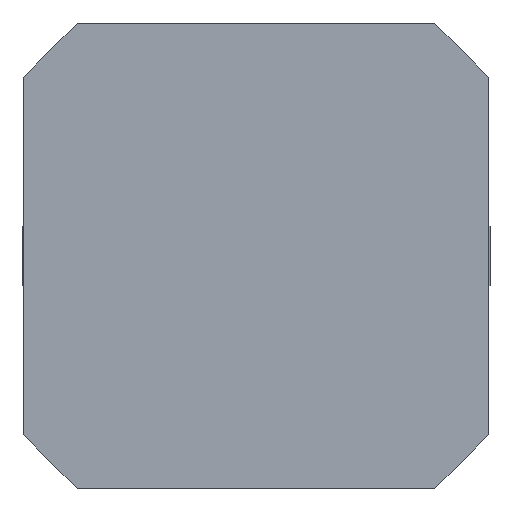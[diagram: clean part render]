
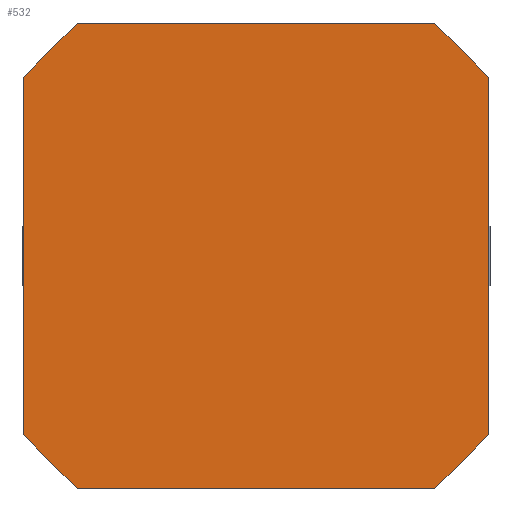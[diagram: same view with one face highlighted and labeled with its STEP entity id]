
A CAD part, front view. The second image highlights one B-rep face of the part: STEP entity #532.
In plain terms, the highlighted planar face has unit normal (0, -1, 0).
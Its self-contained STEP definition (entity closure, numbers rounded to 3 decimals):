
#102 = DIRECTION ( 'NONE',  ( 0., 0., -1. ) ) ;
#130 = VECTOR ( 'NONE', #145, 1000. ) ;
#145 = DIRECTION ( 'NONE',  ( -1., 0., 0. ) ) ;
#146 = VERTEX_POINT ( 'NONE', #1984 ) ;
#262 = ORIENTED_EDGE ( 'NONE', *, *, #545, .T. ) ;
#366 = VERTEX_POINT ( 'NONE', #793 ) ;
#449 = ORIENTED_EDGE ( 'NONE', *, *, #931, .T. ) ;
#476 = ORIENTED_EDGE ( 'NONE', *, *, #1383, .T. ) ;
#494 = DIRECTION ( 'NONE',  ( 0.707, 0., -0.707 ) ) ;
#496 = EDGE_LOOP ( 'NONE', ( #449, #476, #1196, #2055, #262, #541, #1501, #847 ) ) ;
#519 = VERTEX_POINT ( 'NONE', #1142 ) ;
#532 = ADVANCED_FACE ( 'NONE', ( #918 ), #1777, .T. ) ;
#541 = ORIENTED_EDGE ( 'NONE', *, *, #602, .T. ) ;
#545 = EDGE_CURVE ( 'NONE', #1160, #1024, #1105, .T. ) ;
#558 = LINE ( 'NONE', #1896, #1578 ) ;
#602 = EDGE_CURVE ( 'NONE', #1024, #726, #1841, .T. ) ;
#648 = VECTOR ( 'NONE', #494, 1000. ) ;
#655 = CARTESIAN_POINT ( 'NONE',  ( 13.562, 0., -17.65 ) ) ;
#705 = CARTESIAN_POINT ( 'NONE',  ( -17.65, 0., 13.562 ) ) ;
#726 = VERTEX_POINT ( 'NONE', #705 ) ;
#793 = CARTESIAN_POINT ( 'NONE',  ( 17.65, 0., 13.562 ) ) ;
#800 = CARTESIAN_POINT ( 'NONE',  ( 17.65, 0., 13.562 ) ) ;
#812 = LINE ( 'NONE', #1813, #648 ) ;
#814 = EDGE_CURVE ( 'NONE', #1204, #146, #812, .T. ) ;
#838 = DIRECTION ( 'NONE',  ( -0.707, 0., -0.707 ) ) ;
#847 = ORIENTED_EDGE ( 'NONE', *, *, #814, .T. ) ;
#858 = VECTOR ( 'NONE', #1470, 1000. ) ;
#869 = EDGE_CURVE ( 'NONE', #519, #366, #1643, .T. ) ;
#918 = FACE_OUTER_BOUND ( 'NONE', #496, .T. ) ;
#931 = EDGE_CURVE ( 'NONE', #146, #2114, #1683, .T. ) ;
#993 = DIRECTION ( 'NONE',  ( 0.707, 0., 0.707 ) ) ;
#1024 = VERTEX_POINT ( 'NONE', #1878 ) ;
#1085 = EDGE_CURVE ( 'NONE', #726, #1204, #558, .T. ) ;
#1105 = LINE ( 'NONE', #1600, #130 ) ;
#1142 = CARTESIAN_POINT ( 'NONE',  ( 17.65, 0., -13.562 ) ) ;
#1160 = VERTEX_POINT ( 'NONE', #1420 ) ;
#1176 = VECTOR ( 'NONE', #1760, 1000. ) ;
#1196 = ORIENTED_EDGE ( 'NONE', *, *, #869, .T. ) ;
#1204 = VERTEX_POINT ( 'NONE', #1630 ) ;
#1215 = CARTESIAN_POINT ( 'NONE',  ( 13.562, 0., 17.65 ) ) ;
#1346 = CARTESIAN_POINT ( 'NONE',  ( -17.65, 0., 13.562 ) ) ;
#1383 = EDGE_CURVE ( 'NONE', #2114, #519, #1497, .T. ) ;
#1420 = CARTESIAN_POINT ( 'NONE',  ( 13.562, 0., 17.65 ) ) ;
#1470 = DIRECTION ( 'NONE',  ( 0., 0., 1. ) ) ;
#1497 = LINE ( 'NONE', #1844, #1836 ) ;
#1501 = ORIENTED_EDGE ( 'NONE', *, *, #1085, .T. ) ;
#1579 = CARTESIAN_POINT ( 'NONE',  ( 0., 0., 0. ) ) ;
#1578 = VECTOR ( 'NONE', #102, 1000. ) ;
#1600 = CARTESIAN_POINT ( 'NONE',  ( -13.562, 0., 17.65 ) ) ;
#1627 = DIRECTION ( 'NONE',  ( 0., -1., 0. ) ) ;
#1630 = CARTESIAN_POINT ( 'NONE',  ( -17.65, 0., -13.562 ) ) ;
#1643 = LINE ( 'NONE', #800, #858 ) ;
#1683 = LINE ( 'NONE', #1696, #2063 ) ;
#1696 = CARTESIAN_POINT ( 'NONE',  ( 13.562, 0., -17.65 ) ) ;
#1710 = LINE ( 'NONE', #1215, #1176 ) ;
#1717 = VECTOR ( 'NONE', #838, 1000. ) ;
#1760 = DIRECTION ( 'NONE',  ( -0.707, 0., 0.707 ) ) ;
#1777 = PLANE ( 'NONE',  #1829 ) ;
#1789 = DIRECTION ( 'NONE',  ( 0., 0., -1. ) ) ;
#1813 = CARTESIAN_POINT ( 'NONE',  ( -13.562, 0., -17.65 ) ) ;
#1829 = AXIS2_PLACEMENT_3D ( 'NONE', #1579, #1627, #1789 ) ;
#1836 = VECTOR ( 'NONE', #993, 1000. ) ;
#1841 = LINE ( 'NONE', #1346, #1717 ) ;
#1844 = CARTESIAN_POINT ( 'NONE',  ( 17.65, 0., -13.562 ) ) ;
#1878 = CARTESIAN_POINT ( 'NONE',  ( -13.562, 0., 17.65 ) ) ;
#1891 = EDGE_CURVE ( 'NONE', #366, #1160, #1710, .T. ) ;
#1896 = CARTESIAN_POINT ( 'NONE',  ( -17.65, 0., -13.562 ) ) ;
#1984 = CARTESIAN_POINT ( 'NONE',  ( -13.562, 0., -17.65 ) ) ;
#2014 = DIRECTION ( 'NONE',  ( 1., 0., 0. ) ) ;
#2055 = ORIENTED_EDGE ( 'NONE', *, *, #1891, .T. ) ;
#2063 = VECTOR ( 'NONE', #2014, 1000. ) ;
#2114 = VERTEX_POINT ( 'NONE', #655 ) ;
